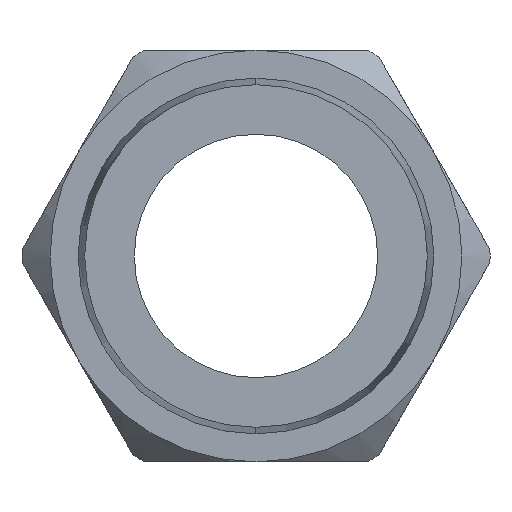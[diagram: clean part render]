
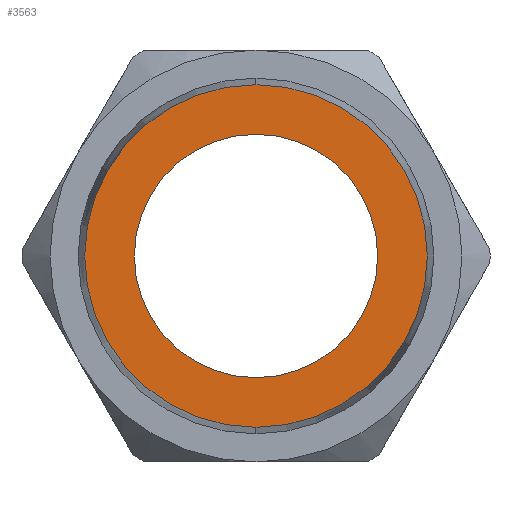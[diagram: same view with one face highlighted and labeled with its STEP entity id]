
A CAD part, left-side view. The second image highlights one B-rep face of the part: STEP entity #3563.
In plain terms, the highlighted planar face has unit normal (-1, 0, 0).
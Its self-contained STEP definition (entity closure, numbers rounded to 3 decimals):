
#21 = FACE_BOUND ( 'NONE', #90, .T. ) ;
#90 = EDGE_LOOP ( 'NONE', ( #3318, #2188 ) ) ;
#110 = VERTEX_POINT ( 'NONE', #1288 ) ;
#346 = CARTESIAN_POINT ( 'NONE',  ( 0., 0., -6.5 ) ) ;
#845 = CARTESIAN_POINT ( 'NONE',  ( 0., 0., 0. ) ) ;
#968 = DIRECTION ( 'NONE',  ( 0., 0., -1. ) ) ;
#1143 = VERTEX_POINT ( 'NONE', #2095 ) ;
#1288 = CARTESIAN_POINT ( 'NONE',  ( 0., 0., -9.15 ) ) ;
#1372 = DIRECTION ( 'NONE',  ( 0., 0., -1. ) ) ;
#1400 = EDGE_CURVE ( 'NONE', #1143, #110, #4663, .T. ) ;
#1432 = DIRECTION ( 'NONE',  ( -1., 0., 0. ) ) ;
#1439 = PLANE ( 'NONE',  #1492 ) ;
#1492 = AXIS2_PLACEMENT_3D ( 'NONE', #4755, #5241, #968 ) ;
#1690 = CIRCLE ( 'NONE', #2677, 6.5 ) ;
#1981 = DIRECTION ( 'NONE',  ( 0., 0., 1. ) ) ;
#2022 = FACE_OUTER_BOUND ( 'NONE', #5695, .T. ) ;
#2095 = CARTESIAN_POINT ( 'NONE',  ( 0., 0., 9.15 ) ) ;
#2174 = DIRECTION ( 'NONE',  ( 0., 0., -1. ) ) ;
#2188 = ORIENTED_EDGE ( 'NONE', *, *, #2684, .T. ) ;
#2551 = CARTESIAN_POINT ( 'NONE',  ( 0., 0., 0. ) ) ;
#2677 = AXIS2_PLACEMENT_3D ( 'NONE', #845, #5089, #1372 ) ;
#2684 = EDGE_CURVE ( 'NONE', #4266, #4364, #2872, .T. ) ;
#2781 = AXIS2_PLACEMENT_3D ( 'NONE', #3623, #5064, #3651 ) ;
#2872 = CIRCLE ( 'NONE', #5446, 6.5 ) ;
#3318 = ORIENTED_EDGE ( 'NONE', *, *, #3447, .T. ) ;
#3447 = EDGE_CURVE ( 'NONE', #4364, #4266, #1690, .T. ) ;
#3563 = ADVANCED_FACE ( 'NONE', ( #21, #2022 ), #1439, .F. ) ;
#3623 = CARTESIAN_POINT ( 'NONE',  ( 0., 0., 0. ) ) ;
#3651 = DIRECTION ( 'NONE',  ( 0., 0., 1. ) ) ;
#3828 = EDGE_CURVE ( 'NONE', #110, #1143, #4561, .T. ) ;
#3984 = DIRECTION ( 'NONE',  ( 1., 0., 0. ) ) ;
#4266 = VERTEX_POINT ( 'NONE', #346 ) ;
#4286 = CARTESIAN_POINT ( 'NONE',  ( 0., 0., 0. ) ) ;
#4338 = CARTESIAN_POINT ( 'NONE',  ( 0., 0., 6.5 ) ) ;
#4364 = VERTEX_POINT ( 'NONE', #4338 ) ;
#4561 = CIRCLE ( 'NONE', #5748, 9.15 ) ;
#4663 = CIRCLE ( 'NONE', #2781, 9.15 ) ;
#4755 = CARTESIAN_POINT ( 'NONE',  ( 0., 0., 0. ) ) ;
#5064 = DIRECTION ( 'NONE',  ( -1., 0., 0. ) ) ;
#5089 = DIRECTION ( 'NONE',  ( 1., 0., 0. ) ) ;
#5241 = DIRECTION ( 'NONE',  ( 1., 0., 0. ) ) ;
#5446 = AXIS2_PLACEMENT_3D ( 'NONE', #2551, #3984, #2174 ) ;
#5487 = ORIENTED_EDGE ( 'NONE', *, *, #1400, .T. ) ;
#5622 = ORIENTED_EDGE ( 'NONE', *, *, #3828, .T. ) ;
#5695 = EDGE_LOOP ( 'NONE', ( #5622, #5487 ) ) ;
#5748 = AXIS2_PLACEMENT_3D ( 'NONE', #4286, #1432, #1981 ) ;
